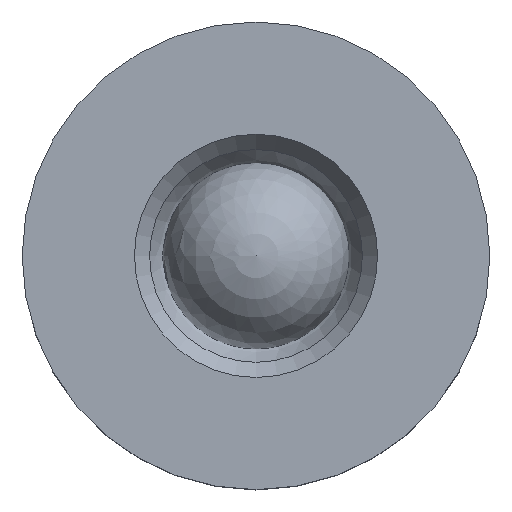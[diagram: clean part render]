
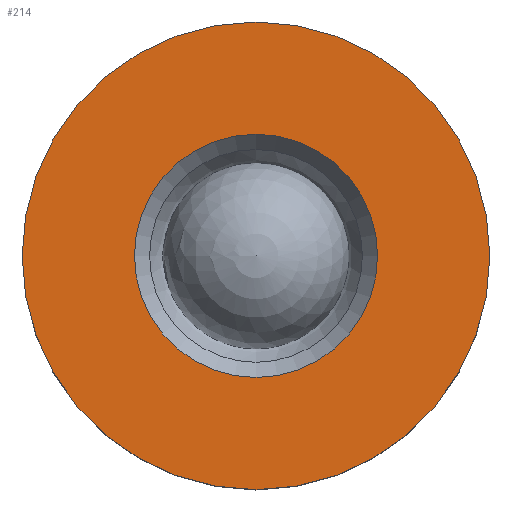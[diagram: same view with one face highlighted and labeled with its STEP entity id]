
A CAD part, top view. The second image highlights one B-rep face of the part: STEP entity #214.
In plain terms, the highlighted planar face has unit normal (0, 0, 1).
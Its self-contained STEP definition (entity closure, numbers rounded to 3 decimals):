
#17=FACE_BOUND('',#65,.T.);
#21=PLANE('',#259);
#49=FACE_OUTER_BOUND('',#64,.T.);
#64=EDGE_LOOP('',(#177,#178));
#65=EDGE_LOOP('',(#179));
#86=CIRCLE('',#258,1.3);
#87=CIRCLE('',#260,2.5);
#88=CIRCLE('',#261,2.5);
#110=VERTEX_POINT('',#391);
#111=VERTEX_POINT('',#395);
#112=VERTEX_POINT('',#396);
#135=EDGE_CURVE('',#110,#110,#86,.T.);
#136=EDGE_CURVE('',#111,#112,#87,.T.);
#137=EDGE_CURVE('',#112,#111,#88,.T.);
#177=ORIENTED_EDGE('',*,*,#136,.T.);
#178=ORIENTED_EDGE('',*,*,#137,.T.);
#179=ORIENTED_EDGE('',*,*,#135,.F.);
#214=ADVANCED_FACE('',(#49,#17),#21,.T.);
#258=AXIS2_PLACEMENT_3D('',#393,#321,#322);
#259=AXIS2_PLACEMENT_3D('',#394,#323,#324);
#260=AXIS2_PLACEMENT_3D('',#397,#325,#326);
#261=AXIS2_PLACEMENT_3D('',#398,#327,#328);
#321=DIRECTION('center_axis',(0.,0.,1.));
#322=DIRECTION('ref_axis',(-1.,0.,0.));
#323=DIRECTION('center_axis',(0.,0.,1.));
#324=DIRECTION('ref_axis',(1.,0.,0.));
#325=DIRECTION('center_axis',(0.,0.,1.));
#326=DIRECTION('ref_axis',(1.,0.,0.));
#327=DIRECTION('center_axis',(0.,0.,1.));
#328=DIRECTION('ref_axis',(1.,0.,0.));
#391=CARTESIAN_POINT('',(1.3,0.,0.9));
#393=CARTESIAN_POINT('Origin',(0.,0.,0.9));
#394=CARTESIAN_POINT('Origin',(1.1,0.,0.9));
#395=CARTESIAN_POINT('',(2.5,0.,0.9));
#396=CARTESIAN_POINT('',(-2.5,0.,0.9));
#397=CARTESIAN_POINT('Origin',(0.,0.,0.9));
#398=CARTESIAN_POINT('Origin',(0.,0.,0.9));
